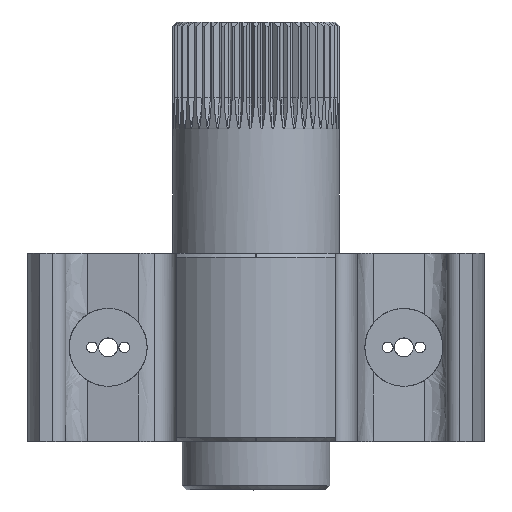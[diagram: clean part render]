
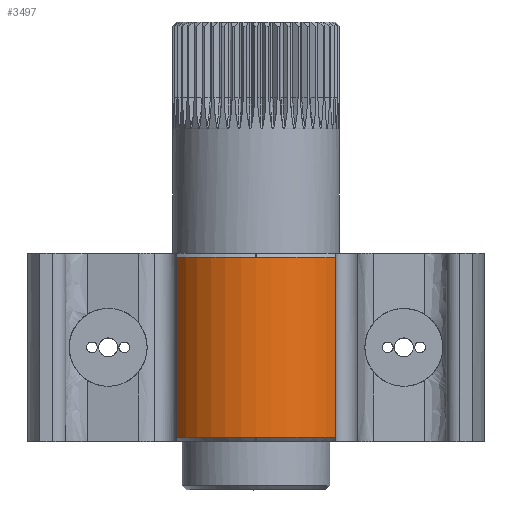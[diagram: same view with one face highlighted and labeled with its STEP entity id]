
A CAD part, top view. The second image highlights one B-rep face of the part: STEP entity #3497.
In plain terms, the highlighted free-form (B-spline) face has degree [2, 1] with [3, 2] control points.
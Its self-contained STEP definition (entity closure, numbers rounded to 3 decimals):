
#3497 = ADVANCED_FACE('',(#3498),#3546,.T.);
#3498 = FACE_BOUND('',#3499,.T.);
#3499 = EDGE_LOOP('',(#3500,#3509,#3517,#3525,#3532,#3540));
#3500 = ORIENTED_EDGE('',*,*,#3501,.T.);
#3501 = EDGE_CURVE('',#3502,#3504,#3506,.T.);
#3502 = VERTEX_POINT('',#3503);
#3503 = CARTESIAN_POINT('',(19.46,-101.918,
    12.425));
#3504 = VERTEX_POINT('',#3505);
#3505 = CARTESIAN_POINT('',(19.46,-57.721,
    12.425));
#3506 = B_SPLINE_CURVE_WITH_KNOTS('',1,(#3507,#3508),.UNSPECIFIED.,.F.,
  .F.,(2,2),(0.,33.5),.PIECEWISE_BEZIER_KNOTS.);
#3507 = CARTESIAN_POINT('',(19.46,-101.918,
    12.425));
#3508 = CARTESIAN_POINT('',(19.46,-57.721,
    12.425));
#3509 = ORIENTED_EDGE('',*,*,#3510,.T.);
#3510 = EDGE_CURVE('',#3504,#3511,#3513,.T.);
#3511 = VERTEX_POINT('',#3512);
#3512 = CARTESIAN_POINT('',(0.,-57.721,
    23.088));
#3513 = ( BOUNDED_CURVE() B_SPLINE_CURVE(2,(#3514,#3515,#3516),
.UNSPECIFIED.,.F.,.F.) B_SPLINE_CURVE_WITH_KNOTS((3,3),(
0.,1.003),.PIECEWISE_BEZIER_KNOTS.) CURVE() 
GEOMETRIC_REPRESENTATION_ITEM() RATIONAL_B_SPLINE_CURVE((1.,
0.877,1.)) REPRESENTATION_ITEM('') );
#3514 = CARTESIAN_POINT('',(19.46,-57.721,
    12.425));
#3515 = CARTESIAN_POINT('',(12.652,-57.721,
    23.088));
#3516 = CARTESIAN_POINT('',(0.,-57.721,
    23.088));
#3517 = ORIENTED_EDGE('',*,*,#3518,.T.);
#3518 = EDGE_CURVE('',#3511,#3519,#3521,.T.);
#3519 = VERTEX_POINT('',#3520);
#3520 = CARTESIAN_POINT('',(-19.46,-57.721,
    12.425));
#3521 = ( BOUNDED_CURVE() B_SPLINE_CURVE(2,(#3522,#3523,#3524),
.UNSPECIFIED.,.F.,.F.) B_SPLINE_CURVE_WITH_KNOTS((3,3),(0.,1.003
),.PIECEWISE_BEZIER_KNOTS.) CURVE() GEOMETRIC_REPRESENTATION_ITEM() 
RATIONAL_B_SPLINE_CURVE((1.,0.877,1.)) REPRESENTATION_ITEM('') 
  );
#3522 = CARTESIAN_POINT('',(0.,-57.721,
    23.088));
#3523 = CARTESIAN_POINT('',(-12.652,-57.721,
    23.088));
#3524 = CARTESIAN_POINT('',(-19.46,-57.721,
    12.425));
#3525 = ORIENTED_EDGE('',*,*,#3526,.T.);
#3526 = EDGE_CURVE('',#3519,#3527,#3529,.T.);
#3527 = VERTEX_POINT('',#3528);
#3528 = CARTESIAN_POINT('',(-19.46,-101.918,
    12.425));
#3529 = B_SPLINE_CURVE_WITH_KNOTS('',1,(#3530,#3531),.UNSPECIFIED.,.F.,
  .F.,(2,2),(0.,33.5),.PIECEWISE_BEZIER_KNOTS.);
#3530 = CARTESIAN_POINT('',(-19.46,-57.721,
    12.425));
#3531 = CARTESIAN_POINT('',(-19.46,-101.918,
    12.425));
#3532 = ORIENTED_EDGE('',*,*,#3533,.T.);
#3533 = EDGE_CURVE('',#3527,#3534,#3536,.T.);
#3534 = VERTEX_POINT('',#3535);
#3535 = CARTESIAN_POINT('',(0.,-101.918,
    23.088));
#3536 = ( BOUNDED_CURVE() B_SPLINE_CURVE(2,(#3537,#3538,#3539),
.UNSPECIFIED.,.F.,.F.) B_SPLINE_CURVE_WITH_KNOTS((3,3),(5.281,
6.283),.PIECEWISE_BEZIER_KNOTS.) CURVE() 
GEOMETRIC_REPRESENTATION_ITEM() RATIONAL_B_SPLINE_CURVE((1.,
0.877,1.)) REPRESENTATION_ITEM('') );
#3537 = CARTESIAN_POINT('',(-19.46,-101.918,
    12.425));
#3538 = CARTESIAN_POINT('',(-12.652,-101.918,
    23.088));
#3539 = CARTESIAN_POINT('',(0.,-101.918,
    23.088));
#3540 = ORIENTED_EDGE('',*,*,#3541,.T.);
#3541 = EDGE_CURVE('',#3534,#3502,#3542,.T.);
#3542 = ( BOUNDED_CURVE() B_SPLINE_CURVE(2,(#3543,#3544,#3545),
.UNSPECIFIED.,.F.,.F.) B_SPLINE_CURVE_WITH_KNOTS((3,3),(5.281,
6.283),.PIECEWISE_BEZIER_KNOTS.) CURVE() 
GEOMETRIC_REPRESENTATION_ITEM() RATIONAL_B_SPLINE_CURVE((1.,
0.877,1.)) REPRESENTATION_ITEM('') );
#3543 = CARTESIAN_POINT('',(0.,-101.918,
    23.088));
#3544 = CARTESIAN_POINT('',(12.652,-101.918,
    23.088));
#3545 = CARTESIAN_POINT('',(19.46,-101.918,
    12.425));
#3546 = ( BOUNDED_SURFACE() B_SPLINE_SURFACE(2,1,(
    (#3547,#3548)
    ,(#3549,#3550)
    ,(#3551,#3552
)),.UNSPECIFIED.,.F.,.F.,.F.) B_SPLINE_SURFACE_WITH_KNOTS((3,3),(2,2),(
    0.,2.005),(0.,33.5),.PIECEWISE_BEZIER_KNOTS.) 
GEOMETRIC_REPRESENTATION_ITEM() RATIONAL_B_SPLINE_SURFACE((
    (1.,1.)
    ,(0.538,0.538)
,(1.,1.))) REPRESENTATION_ITEM('') SURFACE() );
#3547 = CARTESIAN_POINT('',(-19.46,-101.918,
    12.425));
#3548 = CARTESIAN_POINT('',(-19.46,-57.721,
    12.425));
#3549 = CARTESIAN_POINT('',(0.,-101.918,
    42.904));
#3550 = CARTESIAN_POINT('',(0.,-57.721,
    42.904));
#3551 = CARTESIAN_POINT('',(19.46,-101.918,
    12.425));
#3552 = CARTESIAN_POINT('',(19.46,-57.721,
    12.425));
